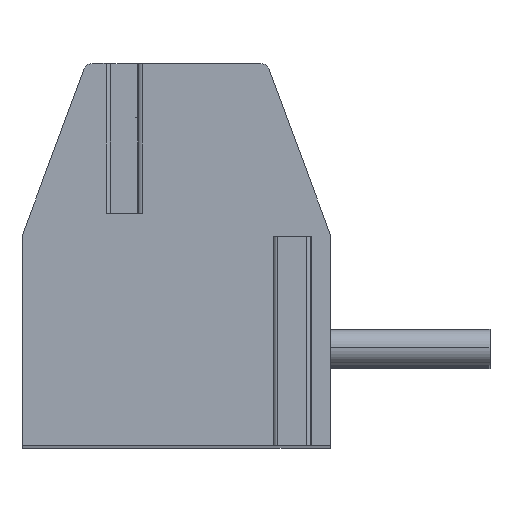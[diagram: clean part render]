
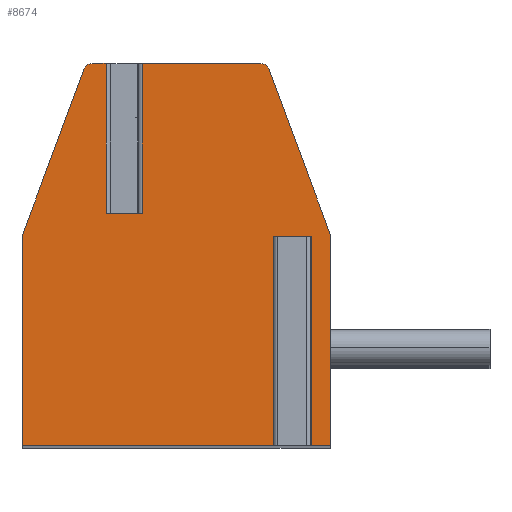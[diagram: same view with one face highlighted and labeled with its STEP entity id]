
A CAD part, top view. The second image highlights one B-rep face of the part: STEP entity #8674.
In plain terms, the highlighted planar face has unit normal (0, 0, 1).
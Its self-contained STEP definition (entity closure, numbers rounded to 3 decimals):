
#13=DIRECTION('',(1.,0.,0.));
#14=VECTOR('',#13,0.796);
#15=CARTESIAN_POINT('',(-1.548,0.9,40.25));
#16=LINE('',#15,#14);
#17=DIRECTION('',(0.,1.,0.));
#18=VECTOR('',#17,3.3);
#19=CARTESIAN_POINT('',(-0.752,0.9,40.25));
#20=LINE('',#19,#18);
#21=DIRECTION('',(-1.,0.,0.));
#22=VECTOR('',#21,2.603);
#23=CARTESIAN_POINT('',(1.851,4.2,40.25));
#24=LINE('',#23,#22);
#25=CARTESIAN_POINT('',(1.851,4.,40.25));
#26=DIRECTION('',(0.,0.,1.));
#27=DIRECTION('',(0.938,0.348,0.));
#28=AXIS2_PLACEMENT_3D('',#25,#26,#27);
#30=DIRECTION('',(-0.348,0.938,0.));
#31=VECTOR('',#30,3.914);
#32=CARTESIAN_POINT('',(3.4,0.4,40.25));
#33=LINE('',#32,#31);
#34=DIRECTION('',(0.,1.,0.));
#35=VECTOR('',#34,4.6);
#36=CARTESIAN_POINT('',(3.4,-4.2,40.25));
#37=LINE('',#36,#35);
#38=DIRECTION('',(1.,0.,0.));
#39=VECTOR('',#38,0.634);
#40=CARTESIAN_POINT('',(2.766,-4.2,40.25));
#41=LINE('',#40,#39);
#42=DIRECTION('',(0.,1.,0.));
#43=VECTOR('',#42,4.6);
#44=CARTESIAN_POINT('',(2.766,-4.2,40.25));
#45=LINE('',#44,#43);
#46=DIRECTION('',(-1.,0.,0.));
#47=VECTOR('',#46,0.43);
#48=CARTESIAN_POINT('',(2.766,0.4,40.25));
#49=LINE('',#48,#47);
#50=DIRECTION('',(0.,1.,0.));
#51=VECTOR('',#50,4.6);
#52=CARTESIAN_POINT('',(2.336,-4.2,40.25));
#53=LINE('',#52,#51);
#54=DIRECTION('',(1.,0.,0.));
#55=VECTOR('',#54,5.736);
#56=CARTESIAN_POINT('',(-3.4,-4.2,40.25));
#57=LINE('',#56,#55);
#58=DIRECTION('',(0.,-1.,0.));
#59=VECTOR('',#58,4.6);
#60=CARTESIAN_POINT('',(-3.4,0.4,40.25));
#61=LINE('',#60,#59);
#62=DIRECTION('',(-0.348,-0.938,0.));
#63=VECTOR('',#62,3.914);
#64=CARTESIAN_POINT('',(-2.038,4.07,40.25));
#65=LINE('',#64,#63);
#66=CARTESIAN_POINT('',(-1.851,4.,40.25));
#67=DIRECTION('',(0.,0.,1.));
#68=DIRECTION('',(0.,1.,0.));
#69=AXIS2_PLACEMENT_3D('',#66,#67,#68);
#71=DIRECTION('',(-1.,0.,0.));
#72=VECTOR('',#71,0.303);
#73=CARTESIAN_POINT('',(-1.548,4.2,40.25));
#74=LINE('',#73,#72);
#75=DIRECTION('',(0.,1.,0.));
#76=VECTOR('',#75,3.3);
#77=CARTESIAN_POINT('',(-1.548,0.9,40.25));
#78=LINE('',#77,#76);
#6773=CARTESIAN_POINT('',(-1.851,4.2,40.25));
#6774=CARTESIAN_POINT('',(-2.038,4.07,40.25));
#6775=VERTEX_POINT('',#6773);
#6776=VERTEX_POINT('',#6774);
#6777=CARTESIAN_POINT('',(-3.4,0.4,40.25));
#6778=VERTEX_POINT('',#6777);
#6779=CARTESIAN_POINT('',(-3.4,-4.2,40.25));
#6780=VERTEX_POINT('',#6779);
#6781=CARTESIAN_POINT('',(3.4,-4.2,40.25));
#6782=CARTESIAN_POINT('',(3.4,0.4,40.25));
#6783=VERTEX_POINT('',#6781);
#6784=VERTEX_POINT('',#6782);
#6785=CARTESIAN_POINT('',(2.038,4.07,40.25));
#6786=VERTEX_POINT('',#6785);
#6787=CARTESIAN_POINT('',(1.851,4.2,40.25));
#6788=VERTEX_POINT('',#6787);
#6829=CARTESIAN_POINT('',(2.766,0.4,40.25));
#6830=CARTESIAN_POINT('',(2.336,0.4,40.25));
#6831=VERTEX_POINT('',#6829);
#6832=VERTEX_POINT('',#6830);
#6833=CARTESIAN_POINT('',(2.336,-4.2,40.25));
#6834=VERTEX_POINT('',#6833);
#6835=CARTESIAN_POINT('',(2.766,-4.2,40.25));
#6836=VERTEX_POINT('',#6835);
#6897=CARTESIAN_POINT('',(-1.548,0.9,40.25));
#6898=CARTESIAN_POINT('',(-0.752,0.9,40.25));
#6899=VERTEX_POINT('',#6897);
#6900=VERTEX_POINT('',#6898);
#6901=CARTESIAN_POINT('',(-1.548,4.2,40.25));
#6902=VERTEX_POINT('',#6901);
#6903=CARTESIAN_POINT('',(-0.752,4.2,40.25));
#6904=VERTEX_POINT('',#6903);
#8635=CARTESIAN_POINT('',(0.,0.,40.25));
#8636=DIRECTION('',(0.,0.,1.));
#8637=DIRECTION('',(1.,0.,0.));
#8638=AXIS2_PLACEMENT_3D('',#8635,#8636,#8637);
#8639=PLANE('',#8638);
#8641=ORIENTED_EDGE('',*,*,#8640,.T.);
#8643=ORIENTED_EDGE('',*,*,#8642,.T.);
#8645=ORIENTED_EDGE('',*,*,#8644,.F.);
#8647=ORIENTED_EDGE('',*,*,#8646,.F.);
#8649=ORIENTED_EDGE('',*,*,#8648,.F.);
#8651=ORIENTED_EDGE('',*,*,#8650,.F.);
#8653=ORIENTED_EDGE('',*,*,#8652,.F.);
#8655=ORIENTED_EDGE('',*,*,#8654,.T.);
#8657=ORIENTED_EDGE('',*,*,#8656,.T.);
#8659=ORIENTED_EDGE('',*,*,#8658,.F.);
#8661=ORIENTED_EDGE('',*,*,#8660,.F.);
#8663=ORIENTED_EDGE('',*,*,#8662,.F.);
#8665=ORIENTED_EDGE('',*,*,#8664,.F.);
#8667=ORIENTED_EDGE('',*,*,#8666,.F.);
#8669=ORIENTED_EDGE('',*,*,#8668,.F.);
#8671=ORIENTED_EDGE('',*,*,#8670,.F.);
#8672=EDGE_LOOP('',(#8641,#8643,#8645,#8647,#8649,#8651,#8653,#8655,#8657,#8659,
#8661,#8663,#8665,#8667,#8669,#8671));
#8673=FACE_OUTER_BOUND('',#8672,.F.);
#29=CIRCLE('',#28,0.2);
#70=CIRCLE('',#69,0.2);
#8640=EDGE_CURVE('',#6899,#6900,#16,.T.);
#8642=EDGE_CURVE('',#6900,#6904,#20,.T.);
#8644=EDGE_CURVE('',#6788,#6904,#24,.T.);
#8646=EDGE_CURVE('',#6786,#6788,#29,.T.);
#8648=EDGE_CURVE('',#6784,#6786,#33,.T.);
#8650=EDGE_CURVE('',#6783,#6784,#37,.T.);
#8652=EDGE_CURVE('',#6836,#6783,#41,.T.);
#8654=EDGE_CURVE('',#6836,#6831,#45,.T.);
#8656=EDGE_CURVE('',#6831,#6832,#49,.T.);
#8658=EDGE_CURVE('',#6834,#6832,#53,.T.);
#8660=EDGE_CURVE('',#6780,#6834,#57,.T.);
#8662=EDGE_CURVE('',#6778,#6780,#61,.T.);
#8664=EDGE_CURVE('',#6776,#6778,#65,.T.);
#8666=EDGE_CURVE('',#6775,#6776,#70,.T.);
#8668=EDGE_CURVE('',#6902,#6775,#74,.T.);
#8670=EDGE_CURVE('',#6899,#6902,#78,.T.);
#8674=ADVANCED_FACE('',(#8673),#8639,.T.);
